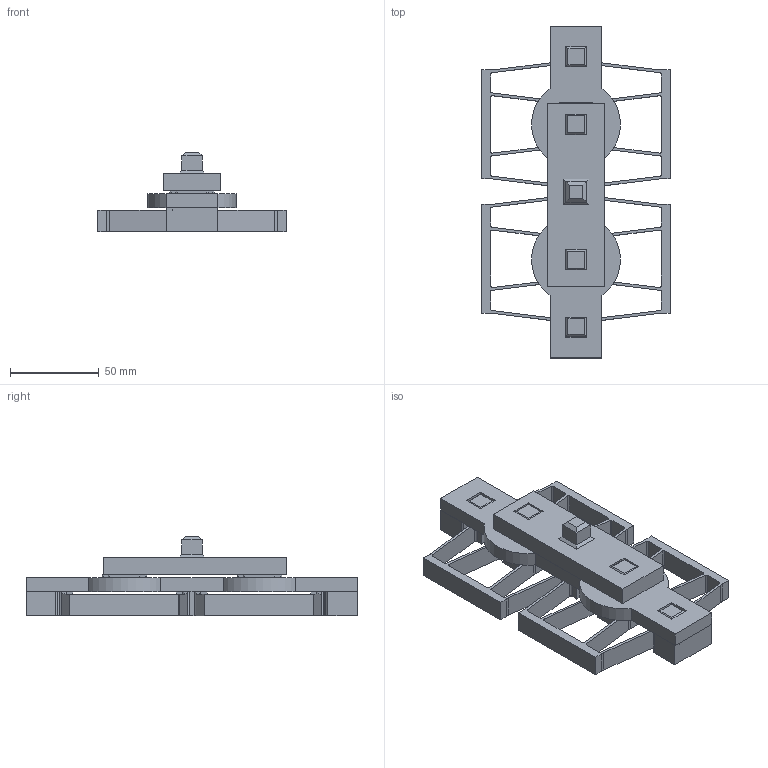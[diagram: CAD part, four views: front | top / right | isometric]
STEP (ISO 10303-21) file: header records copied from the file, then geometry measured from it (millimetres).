
FILE_DESCRIPTION(/* description */ (''),/* implementation_level */ '2;1');
FILE_NAME(/* name */ 'adaper for liner flex to rachat.step',/* time_stamp */ '2024-05-04T12:38:42+10:00',/* author */ (''),/* organization */ (''),/* preprocessor_version */ 'ST-DEVELOPER v20',/* originating_system */ 'Autodesk Translation Framework v12.20.1.177',/* authorisation */ '');
FILE_SCHEMA (('AUTOMOTIVE_DESIGN { 1 0 10303 214 3 1 1 }'));
Length unit declared in the file: millimetre
Products named in the file (4): adaper for liner flex to rachat; 1.5 v40; flex; top
Assembly tree (3 placements, depth 3):
  adaper for liner flex to rachat
    1.5 v40
      flex
      top
Bounding box: 105.92 x 186.73 x 44.7 mm (x, y, z)
Volume: 146635.1 mm3; surface area: 67177.5 mm2
Topology: 3 solids, 3 shells, 424 faces, 1168 edges, 756 vertices
Faces by surface type: plane 316, cylinder 108
Entity records: 13490 total; most frequent: CARTESIAN_POINT 2355, ORIENTED_EDGE 2336, DIRECTION 2246, EDGE_CURVE 1168, LINE 952, VECTOR 952, VERTEX_POINT 756, AXIS2_PLACEMENT_3D 647
